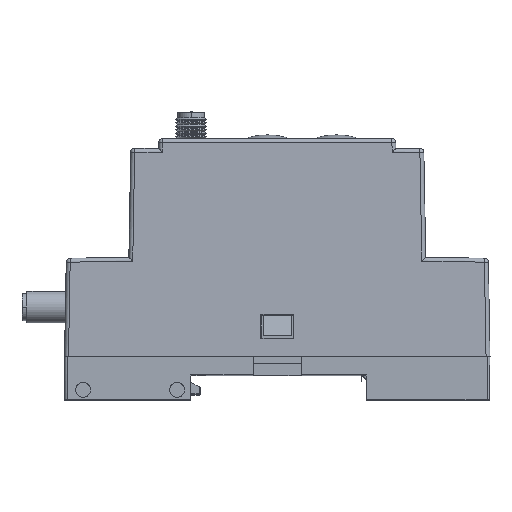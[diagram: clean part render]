
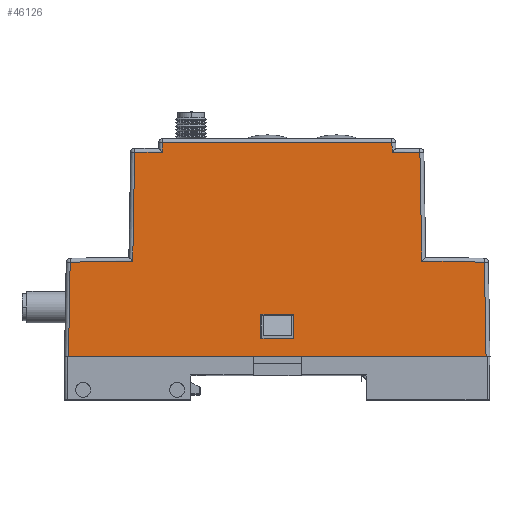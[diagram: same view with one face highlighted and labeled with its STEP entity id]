
A CAD part, top view. The second image highlights one B-rep face of the part: STEP entity #46126.
In plain terms, the highlighted planar face has unit normal (0, 0.018, 1).
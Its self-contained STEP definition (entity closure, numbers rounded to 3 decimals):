
#42178=DIRECTION('',(-0.017,1.,-0.017));
#42179=VECTOR('',#42178,19.012);
#42180=CARTESIAN_POINT('',(42.2,0.,35.));
#42181=LINE('',#42180,#42179);
#42182=DIRECTION('',(-1.,0.,0.));
#42183=VECTOR('',#42182,84.4);
#42184=CARTESIAN_POINT('',(42.2,0.,35.));
#42185=LINE('',#42184,#42183);
#42186=DIRECTION('',(-0.017,-1.,0.017));
#42187=VECTOR('',#42186,19.012);
#42188=CARTESIAN_POINT('',(-41.868,19.007,
34.668));
#42189=LINE('',#42188,#42187);
#42190=DIRECTION('',(-1.,-0.017,0.));
#42191=VECTOR('',#42190,12.657);
#42192=CARTESIAN_POINT('',(-29.214,19.228,
34.664));
#42193=LINE('',#42192,#42191);
#42194=DIRECTION('',(-0.017,-1.,0.017));
#42195=VECTOR('',#42194,21.993);
#42196=CARTESIAN_POINT('',(-28.83,41.214,
34.281));
#42197=LINE('',#42196,#42195);
#42198=DIRECTION('',(-1.,0.,0.));
#42199=VECTOR('',#42198,5.616);
#42200=CARTESIAN_POINT('',(-23.214,41.214,
34.281));
#42201=LINE('',#42200,#42199);
#42202=DIRECTION('',(-0.017,-1.,0.017));
#42203=VECTOR('',#42202,2.001);
#42204=CARTESIAN_POINT('',(-23.179,43.214,
34.246));
#42205=LINE('',#42204,#42203);
#42206=DIRECTION('',(-1.,0.,0.));
#42207=VECTOR('',#42206,46.358);
#42208=CARTESIAN_POINT('',(23.179,43.214,34.246));
#42209=LINE('',#42208,#42207);
#42210=DIRECTION('',(-0.017,1.,-0.017));
#42211=VECTOR('',#42210,2.001);
#42212=CARTESIAN_POINT('',(23.214,41.214,34.281));
#42213=LINE('',#42212,#42211);
#42214=DIRECTION('',(-1.,0.,0.));
#42215=VECTOR('',#42214,5.616);
#42216=CARTESIAN_POINT('',(28.83,41.214,34.281));
#42217=LINE('',#42216,#42215);
#42218=DIRECTION('',(-0.017,1.,-0.017));
#42219=VECTOR('',#42218,21.993);
#42220=CARTESIAN_POINT('',(29.214,19.228,34.664));
#42221=LINE('',#42220,#42219);
#42222=DIRECTION('',(-1.,0.017,0.));
#42223=VECTOR('',#42222,12.657);
#42224=CARTESIAN_POINT('',(41.868,19.007,34.668));
#42225=LINE('',#42224,#42223);
#42226=DIRECTION('',(1.,0.,0.));
#42227=VECTOR('',#42226,6.598);
#42228=CARTESIAN_POINT('',(-3.299,3.551,
34.938));
#42229=LINE('',#42228,#42227);
#42230=DIRECTION('',(0.,1.,-0.017));
#42231=VECTOR('',#42230,4.899);
#42232=CARTESIAN_POINT('',(3.299,3.551,34.938));
#42233=LINE('',#42232,#42231);
#42234=DIRECTION('',(-1.,0.,0.));
#42235=VECTOR('',#42234,6.598);
#42236=CARTESIAN_POINT('',(3.299,8.449,34.853));
#42237=LINE('',#42236,#42235);
#42238=DIRECTION('',(0.,-1.,0.017));
#42239=VECTOR('',#42238,4.899);
#42240=CARTESIAN_POINT('',(-3.299,8.449,
34.853));
#42241=LINE('',#42240,#42239);
#42302=CARTESIAN_POINT('',(-42.2,0.,35.));
#42312=CARTESIAN_POINT('',(42.2,0.,35.));
#45443=VERTEX_POINT('',#42312);
#45444=CARTESIAN_POINT('',(41.868,19.007,34.668));
#45445=VERTEX_POINT('',#45444);
#45464=VERTEX_POINT('',#42302);
#45468=CARTESIAN_POINT('',(-41.868,19.007,
34.668));
#45469=VERTEX_POINT('',#45468);
#45472=CARTESIAN_POINT('',(-28.83,41.214,
34.281));
#45473=CARTESIAN_POINT('',(-29.214,19.228,
34.664));
#45474=VERTEX_POINT('',#45472);
#45475=VERTEX_POINT('',#45473);
#45476=CARTESIAN_POINT('',(-23.214,41.214,
34.281));
#45477=VERTEX_POINT('',#45476);
#45484=CARTESIAN_POINT('',(-23.179,43.214,
34.246));
#45485=VERTEX_POINT('',#45484);
#45488=CARTESIAN_POINT('',(23.179,43.214,34.246));
#45489=VERTEX_POINT('',#45488);
#45492=CARTESIAN_POINT('',(23.214,41.214,34.281));
#45493=VERTEX_POINT('',#45492);
#45496=CARTESIAN_POINT('',(28.83,41.214,34.281));
#45497=VERTEX_POINT('',#45496);
#45498=CARTESIAN_POINT('',(29.214,19.228,34.664));
#45499=VERTEX_POINT('',#45498);
#45674=CARTESIAN_POINT('',(-3.299,3.551,
34.938));
#45676=VERTEX_POINT('',#45674);
#45678=CARTESIAN_POINT('',(3.299,3.551,34.938));
#45680=VERTEX_POINT('',#45678);
#45682=CARTESIAN_POINT('',(3.299,8.449,34.853));
#45684=VERTEX_POINT('',#45682);
#45686=CARTESIAN_POINT('',(-3.299,8.449,
34.853));
#45688=VERTEX_POINT('',#45686);
#46085=CARTESIAN_POINT('',(-44.432,0.,35.));
#46086=DIRECTION('',(0.,0.017,1.));
#46087=DIRECTION('',(1.,0.,0.));
#46088=AXIS2_PLACEMENT_3D('',#46085,#46086,#46087);
#46089=PLANE('',#46088);
#46091=ORIENTED_EDGE('',*,*,#46090,.F.);
#46093=ORIENTED_EDGE('',*,*,#46092,.T.);
#46095=ORIENTED_EDGE('',*,*,#46094,.F.);
#46097=ORIENTED_EDGE('',*,*,#46096,.F.);
#46099=ORIENTED_EDGE('',*,*,#46098,.F.);
#46101=ORIENTED_EDGE('',*,*,#46100,.F.);
#46103=ORIENTED_EDGE('',*,*,#46102,.F.);
#46105=ORIENTED_EDGE('',*,*,#46104,.F.);
#46107=ORIENTED_EDGE('',*,*,#46106,.F.);
#46109=ORIENTED_EDGE('',*,*,#46108,.F.);
#46111=ORIENTED_EDGE('',*,*,#46110,.F.);
#46113=ORIENTED_EDGE('',*,*,#46112,.F.);
#46114=EDGE_LOOP('',(#46091,#46093,#46095,#46097,#46099,#46101,#46103,#46105,
#46107,#46109,#46111,#46113));
#46115=FACE_OUTER_BOUND('',#46114,.F.);
#46117=ORIENTED_EDGE('',*,*,#46116,.T.);
#46119=ORIENTED_EDGE('',*,*,#46118,.T.);
#46121=ORIENTED_EDGE('',*,*,#46120,.T.);
#46123=ORIENTED_EDGE('',*,*,#46122,.T.);
#46124=EDGE_LOOP('',(#46117,#46119,#46121,#46123));
#46125=FACE_BOUND('',#46124,.F.);
#46126=ADVANCED_FACE('',(#46115,#46125),#46089,.T.);
#46090=EDGE_CURVE('',#45443,#45445,#42181,.T.);
#46092=EDGE_CURVE('',#45443,#45464,#42185,.T.);
#46094=EDGE_CURVE('',#45469,#45464,#42189,.T.);
#46096=EDGE_CURVE('',#45475,#45469,#42193,.T.);
#46098=EDGE_CURVE('',#45474,#45475,#42197,.T.);
#46100=EDGE_CURVE('',#45477,#45474,#42201,.T.);
#46102=EDGE_CURVE('',#45485,#45477,#42205,.T.);
#46104=EDGE_CURVE('',#45489,#45485,#42209,.T.);
#46106=EDGE_CURVE('',#45493,#45489,#42213,.T.);
#46108=EDGE_CURVE('',#45497,#45493,#42217,.T.);
#46110=EDGE_CURVE('',#45499,#45497,#42221,.T.);
#46112=EDGE_CURVE('',#45445,#45499,#42225,.T.);
#46116=EDGE_CURVE('',#45676,#45680,#42229,.T.);
#46118=EDGE_CURVE('',#45680,#45684,#42233,.T.);
#46120=EDGE_CURVE('',#45684,#45688,#42237,.T.);
#46122=EDGE_CURVE('',#45688,#45676,#42241,.T.);
